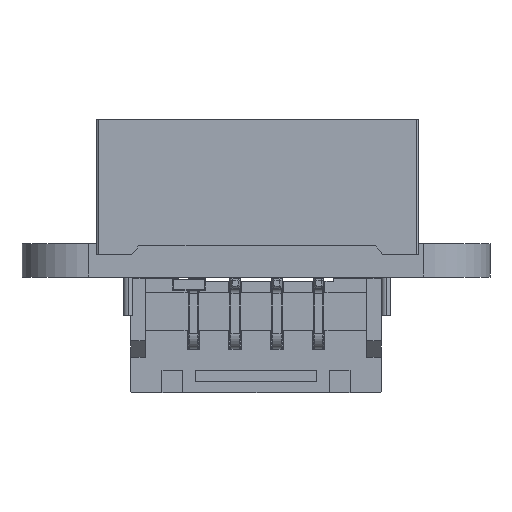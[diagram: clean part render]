
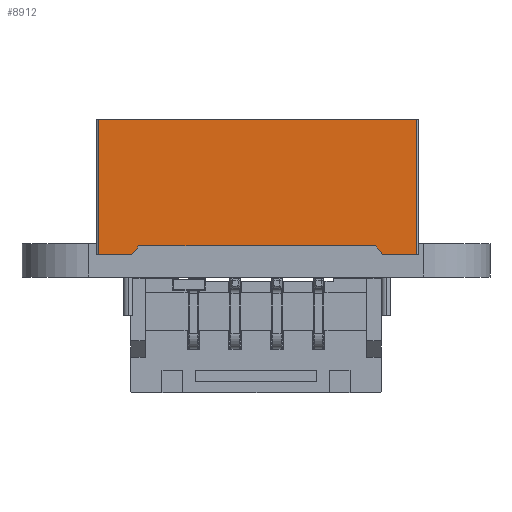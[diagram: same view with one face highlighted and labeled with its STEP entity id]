
A CAD part, left-side view. The second image highlights one B-rep face of the part: STEP entity #8912.
In plain terms, the highlighted free-form (B-spline) face has degree [1, 1] with [2, 2] control points.
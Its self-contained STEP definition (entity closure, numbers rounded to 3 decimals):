
#4924 = VERTEX_POINT('',#4925);
#4925 = CARTESIAN_POINT('',(-25.68,-15.031,
    -0.162));
#4930 = EDGE_CURVE('',#4931,#4924,#4933,.T.);
#4931 = VERTEX_POINT('',#4932);
#4932 = CARTESIAN_POINT('',(-25.68,-3.691,
    -0.162));
#4933 = B_SPLINE_CURVE_WITH_KNOTS('',1,(#4934,#4935),.UNSPECIFIED.,.F.,
  .F.,(2,2),(2.5,16.5),.PIECEWISE_BEZIER_KNOTS.);
#4934 = CARTESIAN_POINT('',(-25.68,-3.691,
    -0.162));
#4935 = CARTESIAN_POINT('',(-25.68,-15.031,
    -0.162));
#8912 = ADVANCED_FACE('',(#8913),#8963,.F.);
#8913 = FACE_BOUND('',#8914,.T.);
#8914 = EDGE_LOOP('',(#8915,#8924,#8931,#8938,#8945,#8952,#8957,#8958));
#8915 = ORIENTED_EDGE('',*,*,#8916,.F.);
#8916 = EDGE_CURVE('',#8917,#8919,#8921,.T.);
#8917 = VERTEX_POINT('',#8918);
#8918 = CARTESIAN_POINT('',(-25.68,-16.975,
    -0.567));
#8919 = VERTEX_POINT('',#8920);
#8920 = CARTESIAN_POINT('',(-25.68,-15.371,
    -0.567));
#8921 = B_SPLINE_CURVE_WITH_KNOTS('',1,(#8922,#8923),.UNSPECIFIED.,.F.,
  .F.,(2,2),(0.1,2.08),.PIECEWISE_BEZIER_KNOTS.);
#8922 = CARTESIAN_POINT('',(-25.68,-16.975,
    -0.567));
#8923 = CARTESIAN_POINT('',(-25.68,-15.371,
    -0.567));
#8924 = ORIENTED_EDGE('',*,*,#8925,.T.);
#8925 = EDGE_CURVE('',#8917,#8926,#8928,.T.);
#8926 = VERTEX_POINT('',#8927);
#8927 = CARTESIAN_POINT('',(-25.68,-16.975,
    5.913));
#8928 = B_SPLINE_CURVE_WITH_KNOTS('',1,(#8929,#8930),.UNSPECIFIED.,.F.,
  .F.,(2,2),(-8.,0.),.PIECEWISE_BEZIER_KNOTS.);
#8929 = CARTESIAN_POINT('',(-25.68,-16.975,
    -0.567));
#8930 = CARTESIAN_POINT('',(-25.68,-16.975,
    5.913));
#8931 = ORIENTED_EDGE('',*,*,#8932,.F.);
#8932 = EDGE_CURVE('',#8933,#8926,#8935,.T.);
#8933 = VERTEX_POINT('',#8934);
#8934 = CARTESIAN_POINT('',(-25.68,-1.747,
    5.913));
#8935 = B_SPLINE_CURVE_WITH_KNOTS('',1,(#8936,#8937),.UNSPECIFIED.,.F.,
  .F.,(2,2),(0.1,18.9),.PIECEWISE_BEZIER_KNOTS.);
#8936 = CARTESIAN_POINT('',(-25.68,-1.747,
    5.913));
#8937 = CARTESIAN_POINT('',(-25.68,-16.975,
    5.913));
#8938 = ORIENTED_EDGE('',*,*,#8939,.T.);
#8939 = EDGE_CURVE('',#8933,#8940,#8942,.T.);
#8940 = VERTEX_POINT('',#8941);
#8941 = CARTESIAN_POINT('',(-25.68,-1.747,
    -0.567));
#8942 = B_SPLINE_CURVE_WITH_KNOTS('',1,(#8943,#8944),.UNSPECIFIED.,.F.,
  .F.,(2,2),(0.,8.),.PIECEWISE_BEZIER_KNOTS.);
#8943 = CARTESIAN_POINT('',(-25.68,-1.747,
    5.913));
#8944 = CARTESIAN_POINT('',(-25.68,-1.747,
    -0.567));
#8945 = ORIENTED_EDGE('',*,*,#8946,.F.);
#8946 = EDGE_CURVE('',#8947,#8940,#8949,.T.);
#8947 = VERTEX_POINT('',#8948);
#8948 = CARTESIAN_POINT('',(-25.68,-3.351,
    -0.567));
#8949 = B_SPLINE_CURVE_WITH_KNOTS('',1,(#8950,#8951),.UNSPECIFIED.,.F.,
  .F.,(2,2),(-2.08,-0.1),.PIECEWISE_BEZIER_KNOTS.);
#8950 = CARTESIAN_POINT('',(-25.68,-3.351,
    -0.567));
#8951 = CARTESIAN_POINT('',(-25.68,-1.747,
    -0.567));
#8952 = ORIENTED_EDGE('',*,*,#8953,.T.);
#8953 = EDGE_CURVE('',#8947,#4931,#8954,.T.);
#8954 = B_SPLINE_CURVE_WITH_KNOTS('',1,(#8955,#8956),.UNSPECIFIED.,.F.,
  .F.,(2,2),(0.,0.653),.PIECEWISE_BEZIER_KNOTS.);
#8955 = CARTESIAN_POINT('',(-25.68,-3.351,
    -0.567));
#8956 = CARTESIAN_POINT('',(-25.68,-3.691,
    -0.162));
#8957 = ORIENTED_EDGE('',*,*,#4930,.T.);
#8958 = ORIENTED_EDGE('',*,*,#8959,.T.);
#8959 = EDGE_CURVE('',#4924,#8919,#8960,.T.);
#8960 = B_SPLINE_CURVE_WITH_KNOTS('',1,(#8961,#8962),.UNSPECIFIED.,.F.,
  .F.,(2,2),(-0.653,0.),.PIECEWISE_BEZIER_KNOTS.);
#8961 = CARTESIAN_POINT('',(-25.68,-15.031,
    -0.162));
#8962 = CARTESIAN_POINT('',(-25.68,-15.371,
    -0.567));
#8963 = B_SPLINE_SURFACE_WITH_KNOTS('',1,1,(
    (#8964,#8965)
    ,(#8966,#8967
    )),.UNSPECIFIED.,.F.,.F.,.F.,(2,2),(2,2),(0.,8.),(-18.9,-0.1),
  .PIECEWISE_BEZIER_KNOTS.);
#8964 = CARTESIAN_POINT('',(-25.68,-16.975,
    5.913));
#8965 = CARTESIAN_POINT('',(-25.68,-1.747,
    5.913));
#8966 = CARTESIAN_POINT('',(-25.68,-16.975,
    -0.567));
#8967 = CARTESIAN_POINT('',(-25.68,-1.747,
    -0.567));
